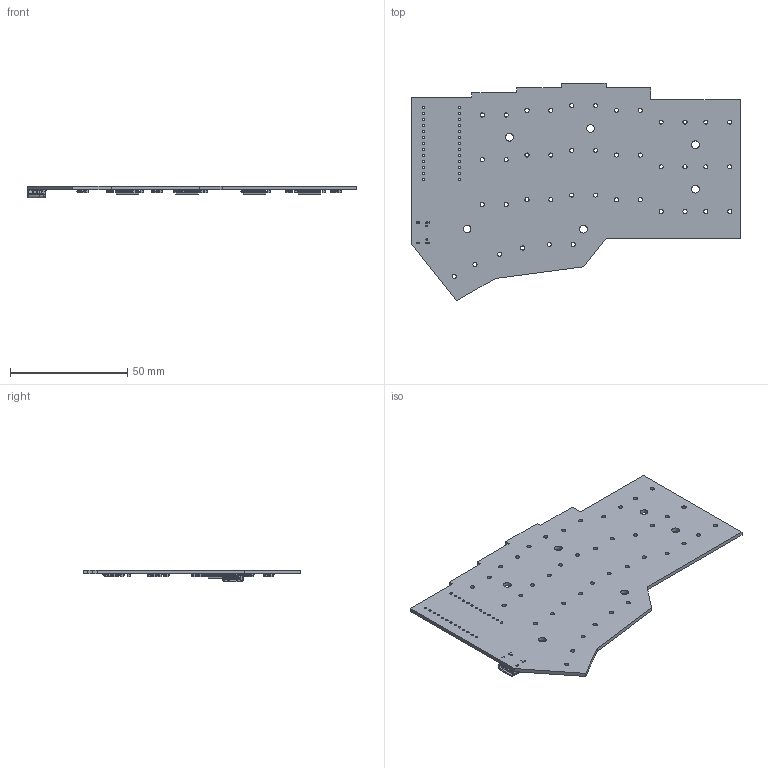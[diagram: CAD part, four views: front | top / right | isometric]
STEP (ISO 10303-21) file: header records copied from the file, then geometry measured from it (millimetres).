
FILE_DESCRIPTION(('KiCad electronic assembly'),'2;1');
FILE_NAME('RightKeyboard.step','2024-07-07T13:48:10',('Pcbnew'),('Kicad' ),'Open CASCADE STEP processor 7.7','KiCad to STEP converter', 'Unknown');
FILE_SCHEMA(('AUTOMOTIVE_DESIGN { 1 0 10303 214 1 1 1 1 }'));
Length unit declared in the file: millimetre
Products named in the file (10): RightKeyboard 1; SOT-23; SOT_23; C_0805_2012Metric; USB_C_Receptacle_GCT_USB4105-xx-A_16P_TopMnt_Horizontal; USB_C_Receptacle_16P_TopMnt_Horizontal_GCT_USB4105-xx-A; SOIC-16_3.9x9.9mm_P1.27mm; SOIC_16_39x99mm_P127mm; RightKeyboard_PCB
Assembly tree (56 placements, depth 3):
  RightKeyboard 1
    SOT-23  x21
      SOT_23
    C_0805_2012Metric  x25
      C_0805_2012Metric
    USB_C_Receptacle_GCT_USB4105-xx-A_16P_TopMnt_Horizontal
      USB_C_Receptacle_16P_TopMnt_Horizontal_GCT_USB4105-xx-A
    SOIC-16_3.9x9.9mm_P1.27mm  x4
      SOIC_16_39x99mm_P127mm
    RightKeyboard_PCB
Bounding box: 139.88 x 92.77 x 4.96 mm (x, y, z)
Volume: 16131.6 mm3; surface area: 22693.4 mm2
Topology: 87 solids, 87 shells, 4158 faces, 10434 edges, 6494 vertices
Faces by surface type: plane 2387, cylinder 1036, bspline 727, cone 8
Full cylindrical faces by diameter (mm): 0.5 x2, 0.6 x4, 0.65 x2, 1 x26, 1.75 x42, 3.3 x6
Entity records: 42274 total; most frequent: CARTESIAN_POINT 6325, ORIENTED_EDGE 5826, DIRECTION 5725, EDGE_CURVE 2913, LINE 2205, VECTOR 2205, VERTEX_POINT 1848, AXIS2_PLACEMENT_3D 1760
